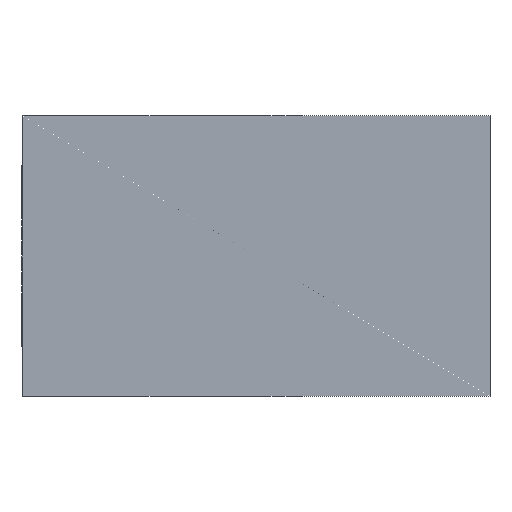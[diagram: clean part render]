
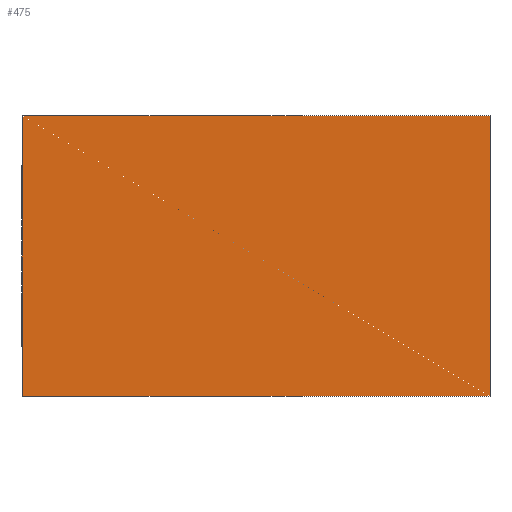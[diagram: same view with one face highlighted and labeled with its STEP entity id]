
A CAD part, front view. The second image highlights one B-rep face of the part: STEP entity #475.
In plain terms, the highlighted planar face has unit normal (0, -1, 0).
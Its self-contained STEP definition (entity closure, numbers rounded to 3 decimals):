
#24 = PLANE ( 'NONE',  #383 ) ;
#27 = ORIENTED_EDGE ( 'NONE', *, *, #198, .F. ) ;
#32 = CARTESIAN_POINT ( 'NONE',  ( -12.5, -60., 7.5 ) ) ;
#44 = VERTEX_POINT ( 'NONE', #32 ) ;
#49 = VECTOR ( 'NONE', #435, 1000. ) ;
#73 = EDGE_CURVE ( 'NONE', #44, #112, #110, .T. ) ;
#90 = LINE ( 'NONE', #423, #49 ) ;
#104 = DIRECTION ( 'NONE',  ( 0., -1., 0. ) ) ;
#110 = LINE ( 'NONE', #412, #379 ) ;
#111 = CARTESIAN_POINT ( 'NONE',  ( 12.5, -60., -7.5 ) ) ;
#112 = VERTEX_POINT ( 'NONE', #118 ) ;
#116 = CARTESIAN_POINT ( 'NONE',  ( 12.5, -60., 7.5 ) ) ;
#118 = CARTESIAN_POINT ( 'NONE',  ( 12.5, -60., 7.5 ) ) ;
#141 = CARTESIAN_POINT ( 'NONE',  ( 0., -60., 0. ) ) ;
#158 = VERTEX_POINT ( 'NONE', #111 ) ;
#198 = EDGE_CURVE ( 'NONE', #112, #158, #269, .T. ) ;
#203 = DIRECTION ( 'NONE',  ( -1., 0., 0. ) ) ;
#206 = EDGE_LOOP ( 'NONE', ( #27, #375, #232, #414 ) ) ;
#232 = ORIENTED_EDGE ( 'NONE', *, *, #298, .F. ) ;
#269 = LINE ( 'NONE', #116, #340 ) ;
#298 = EDGE_CURVE ( 'NONE', #466, #44, #90, .T. ) ;
#310 = CARTESIAN_POINT ( 'NONE',  ( -12.5, -60., -7.5 ) ) ;
#328 = EDGE_CURVE ( 'NONE', #158, #466, #390, .T. ) ;
#340 = VECTOR ( 'NONE', #413, 1000. ) ;
#366 = DIRECTION ( 'NONE',  ( 0., 0., -1. ) ) ;
#372 = VECTOR ( 'NONE', #203, 1000. ) ;
#375 = ORIENTED_EDGE ( 'NONE', *, *, #73, .F. ) ;
#379 = VECTOR ( 'NONE', #403, 1000. ) ;
#383 = AXIS2_PLACEMENT_3D ( 'NONE', #141, #104, #366 ) ;
#390 = LINE ( 'NONE', #310, #372 ) ;
#403 = DIRECTION ( 'NONE',  ( 1., 0., 0. ) ) ;
#412 = CARTESIAN_POINT ( 'NONE',  ( -12.5, -60., 7.5 ) ) ;
#413 = DIRECTION ( 'NONE',  ( 0., 0., -1. ) ) ;
#414 = ORIENTED_EDGE ( 'NONE', *, *, #328, .F. ) ;
#423 = CARTESIAN_POINT ( 'NONE',  ( -12.5, -60., 7.5 ) ) ;
#435 = DIRECTION ( 'NONE',  ( 0., 0., 1. ) ) ;
#466 = VERTEX_POINT ( 'NONE', #476 ) ;
#475 = ADVANCED_FACE ( 'NONE', ( #481 ), #24, .T. ) ;
#476 = CARTESIAN_POINT ( 'NONE',  ( -12.5, -60., -7.5 ) ) ;
#481 = FACE_OUTER_BOUND ( 'NONE', #206, .T. ) ;
